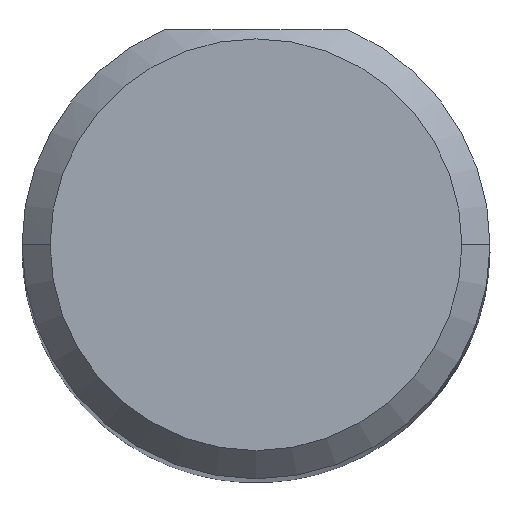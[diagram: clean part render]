
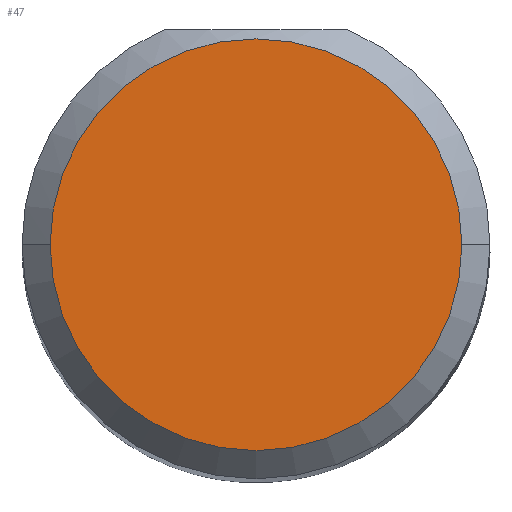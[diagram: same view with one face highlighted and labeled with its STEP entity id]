
A CAD part, top view. The second image highlights one B-rep face of the part: STEP entity #47.
In plain terms, the highlighted planar face has unit normal (0, 0, 1).
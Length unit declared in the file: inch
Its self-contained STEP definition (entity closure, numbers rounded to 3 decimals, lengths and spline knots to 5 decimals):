
#33 = DIRECTION ( 'NONE',  ( 0., 0., 1. ) ) ;
#47 = ADVANCED_FACE ( 'NONE', ( #388 ), #255, .T. ) ;
#65 = DIRECTION ( 'NONE',  ( 1., 0., 0. ) ) ;
#86 = CIRCLE ( 'NONE', #306, 0.11 ) ;
#114 = VERTEX_POINT ( 'NONE', #500 ) ;
#150 = DIRECTION ( 'NONE',  ( 1., 0., 0. ) ) ;
#167 = AXIS2_PLACEMENT_3D ( 'NONE', #337, #551, #510 ) ;
#175 = EDGE_CURVE ( 'NONE', #114, #517, #86, .T. ) ;
#238 = DIRECTION ( 'NONE',  ( 0., 0., 1. ) ) ;
#255 = PLANE ( 'NONE',  #311 ) ;
#260 = CARTESIAN_POINT ( 'NONE',  ( 0., 0., 2.5 ) ) ;
#306 = AXIS2_PLACEMENT_3D ( 'NONE', #352, #238, #150 ) ;
#311 = AXIS2_PLACEMENT_3D ( 'NONE', #260, #33, #65 ) ;
#337 = CARTESIAN_POINT ( 'NONE',  ( 0., 0., 2.5 ) ) ;
#352 = CARTESIAN_POINT ( 'NONE',  ( 0., 0., 2.5 ) ) ;
#385 = CARTESIAN_POINT ( 'NONE',  ( -0.11, 0., 2.5 ) ) ;
#388 = FACE_OUTER_BOUND ( 'NONE', #430, .T. ) ;
#430 = EDGE_LOOP ( 'NONE', ( #558, #501 ) ) ;
#434 = EDGE_CURVE ( 'NONE', #517, #114, #528, .T. ) ;
#500 = CARTESIAN_POINT ( 'NONE',  ( 0.11, 0., 2.5 ) ) ;
#501 = ORIENTED_EDGE ( 'NONE', *, *, #175, .T. ) ;
#510 = DIRECTION ( 'NONE',  ( 1., 0., 0. ) ) ;
#517 = VERTEX_POINT ( 'NONE', #385 ) ;
#528 = CIRCLE ( 'NONE', #167, 0.11 ) ;
#551 = DIRECTION ( 'NONE',  ( 0., 0., 1. ) ) ;
#558 = ORIENTED_EDGE ( 'NONE', *, *, #434, .T. ) ;
